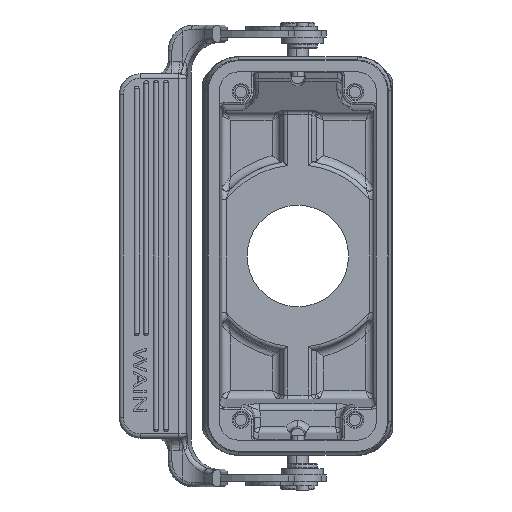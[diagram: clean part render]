
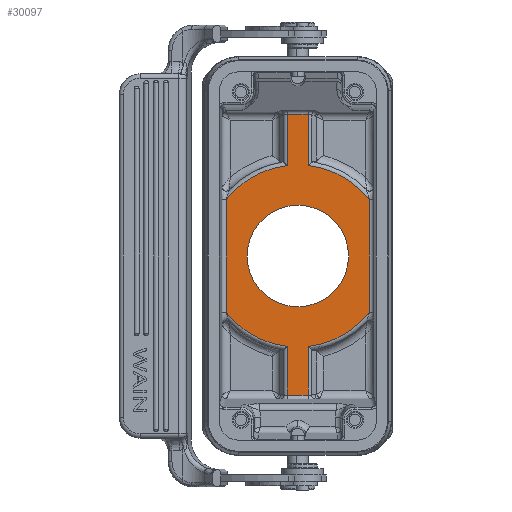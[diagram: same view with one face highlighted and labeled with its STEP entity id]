
A CAD part, front view. The second image highlights one B-rep face of the part: STEP entity #30097.
In plain terms, the highlighted planar face has unit normal (0, -1, 0).
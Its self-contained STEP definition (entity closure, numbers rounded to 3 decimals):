
#2156=DIRECTION('',(-1.,0.,0.));
#2157=VECTOR('',#2156,4.93);
#2158=CARTESIAN_POINT('',(2.465,15.415,33.528));
#2159=LINE('',#2158,#2157);
#2418=DIRECTION('',(0.,0.,1.));
#2419=VECTOR('',#2418,26.547);
#2420=CARTESIAN_POINT('',(16.978,15.415,-13.274));
#2421=LINE('',#2420,#2419);
#3296=CARTESIAN_POINT('',(-16.978,15.415,
-13.274));
#3315=DIRECTION('',(0.,0.,-1.));
#3316=VECTOR('',#3315,26.547);
#3317=CARTESIAN_POINT('',(-16.978,15.415,13.274));
#3318=LINE('',#3317,#3316);
#3459=DIRECTION('',(0.,0.,-1.));
#3460=VECTOR('',#3459,12.119);
#3461=CARTESIAN_POINT('',(-2.465,15.415,33.528));
#3462=LINE('',#3461,#3460);
#3474=CARTESIAN_POINT('',(0.,15.415,0.));
#3475=DIRECTION('',(0.,1.,0.));
#3476=DIRECTION('',(-0.114,0.,-0.993));
#3477=AXIS2_PLACEMENT_3D('',#3474,#3475,#3476);
#3479=CARTESIAN_POINT('',(0.,15.415,0.));
#3480=DIRECTION('',(0.,1.,0.));
#3481=DIRECTION('',(-0.788,0.,0.616));
#3482=AXIS2_PLACEMENT_3D('',#3479,#3480,#3481);
#3484=CARTESIAN_POINT('',(0.,15.415,0.));
#3485=DIRECTION('',(0.,1.,0.));
#3486=DIRECTION('',(0.114,0.,0.993));
#3487=AXIS2_PLACEMENT_3D('',#3484,#3485,#3486);
#3489=CARTESIAN_POINT('',(0.,15.415,0.));
#3490=DIRECTION('',(0.,1.,0.));
#3491=DIRECTION('',(0.788,0.,-0.616));
#3492=AXIS2_PLACEMENT_3D('',#3489,#3490,#3491);
#3494=CARTESIAN_POINT('',(0.,15.415,0.));
#3495=DIRECTION('',(0.,-1.,0.));
#3496=DIRECTION('',(0.,0.,-1.));
#3497=AXIS2_PLACEMENT_3D('',#3494,#3495,#3496);
#3499=CARTESIAN_POINT('',(0.,15.415,0.));
#3500=DIRECTION('',(0.,-1.,0.));
#3501=DIRECTION('',(0.,0.,1.));
#3502=AXIS2_PLACEMENT_3D('',#3499,#3500,#3501);
#3515=DIRECTION('',(0.,0.,-1.));
#3516=VECTOR('',#3515,11.488);
#3517=CARTESIAN_POINT('',(-2.465,15.415,
-21.41));
#3518=LINE('',#3517,#3516);
#3547=DIRECTION('',(1.,0.,0.));
#3548=VECTOR('',#3547,4.93);
#3549=CARTESIAN_POINT('',(-2.465,15.415,
-32.897));
#3550=LINE('',#3549,#3548);
#3645=DIRECTION('',(0.,0.,1.));
#3646=VECTOR('',#3645,11.488);
#3647=CARTESIAN_POINT('',(2.465,15.415,-32.897));
#3648=LINE('',#3647,#3646);
#3877=DIRECTION('',(0.,0.,1.));
#3878=VECTOR('',#3877,12.119);
#3879=CARTESIAN_POINT('',(2.465,15.415,21.41));
#3880=LINE('',#3879,#3878);
#18908=CARTESIAN_POINT('',(-2.465,15.415,
33.528));
#18909=VERTEX_POINT('',#18908);
#18910=CARTESIAN_POINT('',(2.465,15.415,33.528));
#18911=VERTEX_POINT('',#18910);
#18938=CARTESIAN_POINT('',(16.978,15.415,13.274));
#18939=VERTEX_POINT('',#18938);
#18940=CARTESIAN_POINT('',(16.978,15.415,
-13.274));
#18941=VERTEX_POINT('',#18940);
#19091=VERTEX_POINT('',#3296);
#19092=CARTESIAN_POINT('',(-2.465,15.415,
-21.41));
#19093=VERTEX_POINT('',#19092);
#19094=CARTESIAN_POINT('',(-16.978,15.415,
13.274));
#19095=VERTEX_POINT('',#19094);
#19114=CARTESIAN_POINT('',(-2.465,15.415,
21.41));
#19115=VERTEX_POINT('',#19114);
#19116=CARTESIAN_POINT('',(-2.465,15.415,
-32.897));
#19117=VERTEX_POINT('',#19116);
#19118=CARTESIAN_POINT('',(2.465,15.415,21.41));
#19119=VERTEX_POINT('',#19118);
#19120=CARTESIAN_POINT('',(2.465,15.415,
-21.41));
#19121=VERTEX_POINT('',#19120);
#19122=CARTESIAN_POINT('',(2.465,15.415,
-32.897));
#19123=VERTEX_POINT('',#19122);
#19124=CARTESIAN_POINT('',(0.,15.415,-12.));
#19125=CARTESIAN_POINT('',(0.,15.415,12.));
#19126=VERTEX_POINT('',#19124);
#19127=VERTEX_POINT('',#19125);
#30065=CARTESIAN_POINT('',(0.,15.415,
0.315));
#30066=DIRECTION('',(0.,1.,0.));
#30067=DIRECTION('',(0.,0.,-1.));
#30068=AXIS2_PLACEMENT_3D('',#30065,#30066,#30067);
#30069=PLANE('',#30068);
#30071=ORIENTED_EDGE('',*,*,#30070,.F.);
#30072=ORIENTED_EDGE('',*,*,#29209,.T.);
#30073=ORIENTED_EDGE('',*,*,#29429,.F.);
#30075=ORIENTED_EDGE('',*,*,#30074,.T.);
#30076=ORIENTED_EDGE('',*,*,#30056,.F.);
#30077=ORIENTED_EDGE('',*,*,#26098,.F.);
#30079=ORIENTED_EDGE('',*,*,#30078,.F.);
#30081=ORIENTED_EDGE('',*,*,#30080,.T.);
#30082=ORIENTED_EDGE('',*,*,#27073,.F.);
#30084=ORIENTED_EDGE('',*,*,#30083,.T.);
#30086=ORIENTED_EDGE('',*,*,#30085,.F.);
#30088=ORIENTED_EDGE('',*,*,#30087,.F.);
#30089=EDGE_LOOP('',(#30071,#30072,#30073,#30075,#30076,#30077,#30079,#30081,
#30082,#30084,#30086,#30088));
#30090=FACE_OUTER_BOUND('',#30089,.F.);
#30092=ORIENTED_EDGE('',*,*,#30091,.T.);
#30094=ORIENTED_EDGE('',*,*,#30093,.T.);
#30095=EDGE_LOOP('',(#30092,#30094));
#30096=FACE_BOUND('',#30095,.F.);
#30097=ADVANCED_FACE('',(#30090,#30096),#30069,.F.);
#3478=CIRCLE('',#3477,21.551);
#3483=CIRCLE('',#3482,21.551);
#3488=CIRCLE('',#3487,21.551);
#3493=CIRCLE('',#3492,21.551);
#3498=CIRCLE('',#3497,12.);
#3503=CIRCLE('',#3502,12.);
#26098=EDGE_CURVE('',#18911,#18909,#2159,.T.);
#27073=EDGE_CURVE('',#18941,#18939,#2421,.T.);
#29209=EDGE_CURVE('',#19093,#19091,#3478,.T.);
#29429=EDGE_CURVE('',#19095,#19091,#3318,.T.);
#30056=EDGE_CURVE('',#18909,#19115,#3462,.T.);
#30070=EDGE_CURVE('',#19093,#19117,#3518,.T.);
#30074=EDGE_CURVE('',#19095,#19115,#3483,.T.);
#30078=EDGE_CURVE('',#19119,#18911,#3880,.T.);
#30080=EDGE_CURVE('',#19119,#18939,#3488,.T.);
#30083=EDGE_CURVE('',#18941,#19121,#3493,.T.);
#30085=EDGE_CURVE('',#19123,#19121,#3648,.T.);
#30087=EDGE_CURVE('',#19117,#19123,#3550,.T.);
#30091=EDGE_CURVE('',#19126,#19127,#3498,.T.);
#30093=EDGE_CURVE('',#19127,#19126,#3503,.T.);
